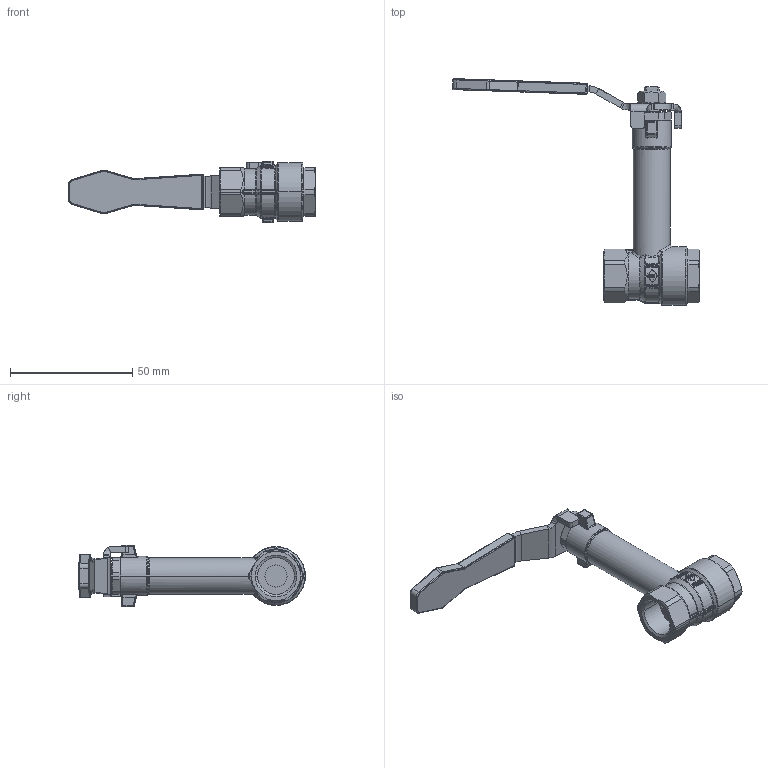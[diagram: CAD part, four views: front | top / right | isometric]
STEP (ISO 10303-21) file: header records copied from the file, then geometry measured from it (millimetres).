
FILE_DESCRIPTION(('STEP AP214'),'1');
FILE_NAME('valve_996-3_8.stp','2018-06-14T14:48:39',('TraceParts'),('TraceParts S.A.'),'Spatial InterOp 3D',' ',' ');
FILE_SCHEMA(('automotive_design'));
Length unit declared in the file: millimetre
Products named in the file (1): valve_996-3_8
Bounding box: 100.85 x 92.61 x 25 mm (x, y, z)
Volume: 26307.6 mm3; surface area: 12836.4 mm2
Topology: 1 solids, 3 shells, 1272 faces, 3313 edges, 2121 vertices
Faces by surface type: plane 481, bspline 361, cylinder 271, cone 76, torus 51, sphere 32
Entity records: 55728 total; most frequent: CARTESIAN_POINT 16652, ORIENTED_EDGE 6606, DIRECTION 5040, EDGE_CURVE 3303, VERTEX_POINT 2121, AXIS2_PLACEMENT_3D 1725, LINE 1590, VECTOR 1590
